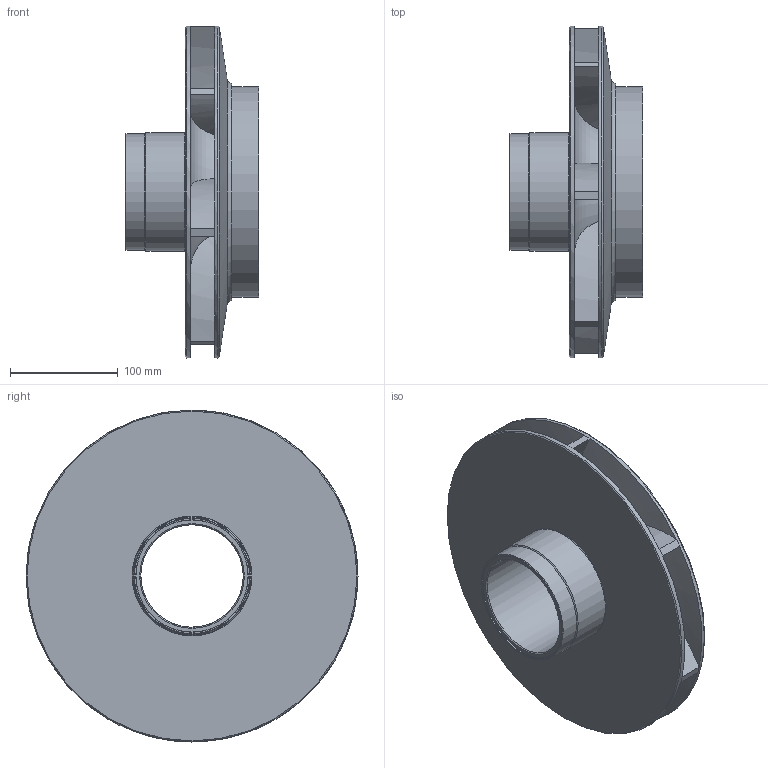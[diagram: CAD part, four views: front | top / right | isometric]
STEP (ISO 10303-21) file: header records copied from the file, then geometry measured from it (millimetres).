
FILE_DESCRIPTION(('STEP AP242'), '1');
FILE_NAME('13. Ðàáî÷åå êîëåñî ïåðâîé ñòóïåíè', '', ('UNSPECIFIED'), ('UNSPECIFIED'), 'C3D Converter', 'C3D Toolkit', '');
FILE_SCHEMA(('AP242_MANAGED_MODEL_BASED_3D_ENGINEERING_MIM_LF { 1 0 10303 442 1 1 4 }'));
Length unit declared in the file: millimetre
Bounding box: 123.5 x 308 x 308 mm (x, y, z)
Volume: 1209159 mm3; surface area: 377806.9 mm2
Topology: 1 solids, 1 shells, 93 faces, 221 edges, 122 vertices
Faces by surface type: plane 32, cone 31, cylinder 26, torus 4
Full cylindrical faces by diameter (mm): 95 x1, 104 x2, 108 x1, 110 x1, 113 x1, 182.5 x1, 195 x1, 308 x2
Entity records: 4393 total; most frequent: CARTESIAN_POINT 1594, DIRECTION 441, ORIENTED_EDGE 382, AXIS2_PLACEMENT_3D 204, EDGE_CURVE 191, EDGE_LOOP 123, VERTEX_POINT 114, CIRCLE 110
